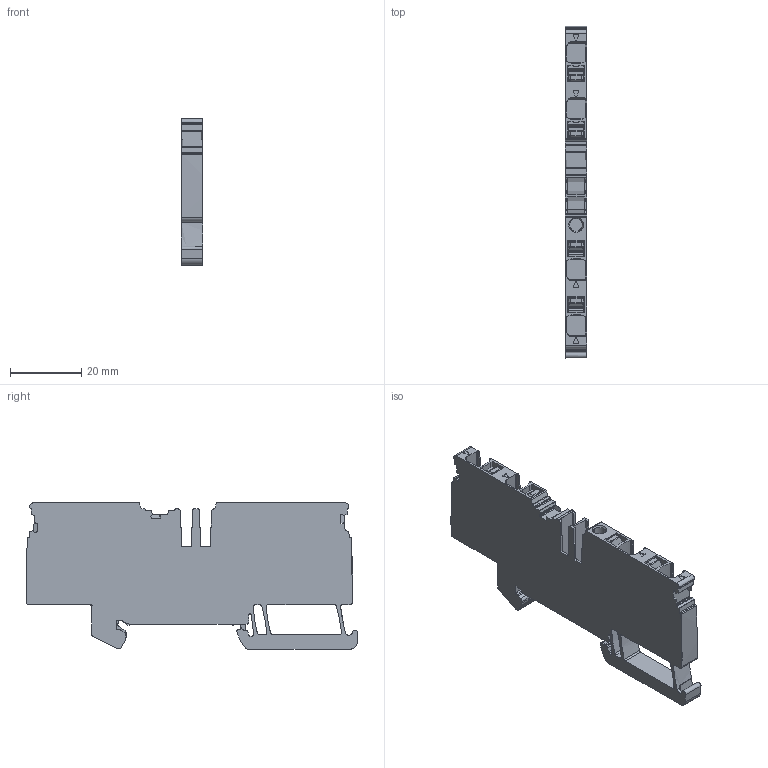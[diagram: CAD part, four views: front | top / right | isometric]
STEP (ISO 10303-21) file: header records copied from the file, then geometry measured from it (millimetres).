
FILE_DESCRIPTION(('CATIA V5 STEP Exchange','CAx-IF Rec.Pracs.--- Model Styling and Organization---1.5--- 2016-08-15','CAx-IF Rec.Pracs.---Supplemental Geometry---1.0---2011-11-01','CAx-IF Rec.Pracs.--- Composite Materials ---1.1---2010-07-15'),'2;1');
FILE_NAME ('1442564-5_1', '2025-09-19T13:05:18+00:00', ('none'), ('Weidmueller'), 'CATIA Version 5-6 Release 2024 SP4', 'CATIA V5 STEP AP214 v3', 'none');
FILE_SCHEMA(('AUTOMOTIVE_DESIGN { 1 0 10303 214 1 1 1 1 }'));
Length unit declared in the file: millimetre
Products named in the file (1): 2874900000
Bounding box: 6.1 x 93.28 x 41.1 mm (x, y, z)
Volume: 16046.3 mm3; surface area: 10022.2 mm2
Topology: 1 solids, 1 shells, 785 faces, 2165 edges, 1390 vertices
Faces by surface type: cylinder 367, plane 308, bspline 40, extrusion 39, torus 26, sphere 3, cone 2
Entity records: 26445 total; most frequent: CARTESIAN_POINT 7514, ORIENTED_EDGE 4326, DIRECTION 3050, EDGE_CURVE 2163, VERTEX_POINT 1390, VECTOR 1349, LINE 1310, AXIS2_PLACEMENT_3D 1143
